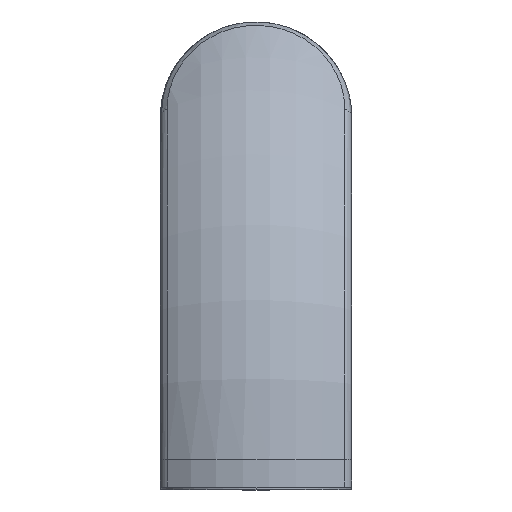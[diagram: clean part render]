
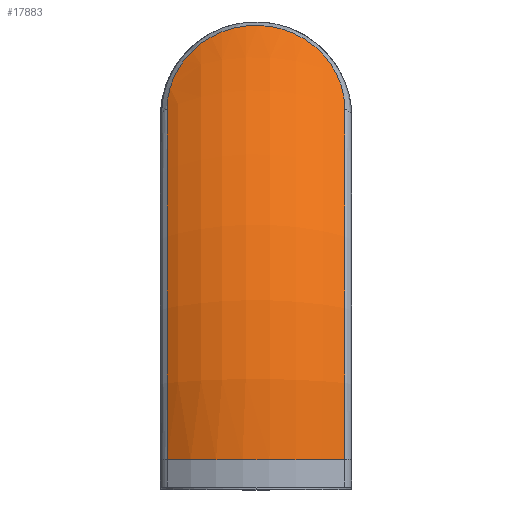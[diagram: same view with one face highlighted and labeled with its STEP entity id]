
A CAD part, top view. The second image highlights one B-rep face of the part: STEP entity #17883.
In plain terms, the highlighted toroidal (fillet/blend) face has major radius 72.969 mm and minor radius 28.521 mm.
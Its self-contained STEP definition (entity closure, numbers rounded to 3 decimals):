
#118 = AXIS2_PLACEMENT_3D ( 'NONE', #22385, #13345, #20428 ) ;
#353 = CIRCLE ( 'NONE', #15793, 96.439 ) ;
#370 = EDGE_CURVE ( 'NONE', #8510, #15485, #1447, .T. ) ;
#646 = CARTESIAN_POINT ( 'NONE',  ( -10.334, 13.343, 198.06 ) ) ;
#795 = CARTESIAN_POINT ( 'NONE',  ( 13.275, 10.339, 199.441 ) ) ;
#937 = CARTESIAN_POINT ( 'NONE',  ( 2.209, 16.709, 196.871 ) ) ;
#1087 = CARTESIAN_POINT ( 'NONE',  ( 5.466, 15.976, 197.099 ) ) ;
#1447 = CIRCLE ( 'NONE', #2414, 96.439 ) ;
#2106 = B_SPLINE_CURVE_WITH_KNOTS ( 'NONE', 3,
 ( #20717, #27656, #6991, #13934, #4731, #2449, #11669, #12279, #7292, #5033, #19203, #795, #16498, #25699, #24037, #3359, #12432, #23730, #9858, #18905, #2899, #1087, #21619, #21765, #937, #7605, #14231, #7897, #17090, #12575, #9707, #10315, #26292, #5639, #16652, #28400, #23428, #646, #16798, #21467, #10014, #19348, #2754, #19503, #12123, #7746, #21168, #16938, #10159, #14684, #28549, #11977, #14839, #21316, #26144, #5482 ),
 .UNSPECIFIED., .F., .F.,
 ( 4, 2, 2, 2, 2, 2, 2, 2, 2, 2, 2, 2, 2, 2, 2, 2, 2, 2, 2, 2, 2, 2, 2, 2, 2, 2, 2, 4 ),
 ( 0., 0.003, 0.005, 0.007, 0.008, 0.01, 0.013, 0.015, 0.017, 0.018, 0.02, 0.023, 0.025, 0.027, 0.029, 0.03, 0.034, 0.035, 0.037, 0.04, 0.041, 0.042, 0.044, 0.045, 0.047, 0.05, 0.052, 0.054 ),
 .UNSPECIFIED. ) ;
#2115 = CARTESIAN_POINT ( 'NONE',  ( 16.204, 1.641, 205.554 ) ) ;
#2319 = ORIENTED_EDGE ( 'NONE', *, *, #21393, .T. ) ;
#2414 = AXIS2_PLACEMENT_3D ( 'NONE', #5517, #25168, #4505 ) ;
#2449 = CARTESIAN_POINT ( 'NONE',  ( 15.517, 5.981, 202.098 ) ) ;
#2754 = CARTESIAN_POINT ( 'NONE',  ( -12.788, 10.907, 199.167 ) ) ;
#2850 = VERTEX_POINT ( 'NONE', #7648 ) ;
#2899 = CARTESIAN_POINT ( 'NONE',  ( 7.008, 15.333, 197.317 ) ) ;
#3045 = CARTESIAN_POINT ( 'NONE',  ( 0., -62.47, 133.511 ) ) ;
#3245 = ORIENTED_EDGE ( 'NONE', *, *, #370, .T. ) ;
#3359 = CARTESIAN_POINT ( 'NONE',  ( 10.282, 13.349, 198.062 ) ) ;
#3681 = ORIENTED_EDGE ( 'NONE', *, *, #29681, .T. ) ;
#4505 = DIRECTION ( 'NONE',  ( 0., 0., 1. ) ) ;
#4731 = CARTESIAN_POINT ( 'NONE',  ( 15.774, 5.094, 202.737 ) ) ;
#5033 = CARTESIAN_POINT ( 'NONE',  ( 14.362, 8.619, 200.402 ) ) ;
#5482 = CARTESIAN_POINT ( 'NONE',  ( -16.204, 1.641, 205.554 ) ) ;
#5517 = CARTESIAN_POINT ( 'NONE',  ( 16.204, -62.47, 133.511 ) ) ;
#5639 = CARTESIAN_POINT ( 'NONE',  ( -7.042, 15.317, 197.322 ) ) ;
#5985 = CARTESIAN_POINT ( 'NONE',  ( 16.204, -62.47, 229.949 ) ) ;
#6991 = CARTESIAN_POINT ( 'NONE',  ( 16.128, 3.338, 204.089 ) ) ;
#7093 = DIRECTION ( 'NONE',  ( 0., 0., -1. ) ) ;
#7292 = CARTESIAN_POINT ( 'NONE',  ( 14.813, 7.745, 200.931 ) ) ;
#7605 = CARTESIAN_POINT ( 'NONE',  ( 1.091, 16.819, 196.838 ) ) ;
#7648 = CARTESIAN_POINT ( 'NONE',  ( -16.204, -62.47, 229.949 ) ) ;
#7732 = DIRECTION ( 'NONE',  ( -1., 0., 0. ) ) ;
#7746 = CARTESIAN_POINT ( 'NONE',  ( -14.12, 9.037, 200.161 ) ) ;
#7897 = CARTESIAN_POINT ( 'NONE',  ( -0.581, 16.844, 196.83 ) ) ;
#7996 = ORIENTED_EDGE ( 'NONE', *, *, #27450, .T. ) ;
#8510 = VERTEX_POINT ( 'NONE', #5985 ) ;
#8815 = CIRCLE ( 'NONE', #118, 28.521 ) ;
#9707 = CARTESIAN_POINT ( 'NONE',  ( -2.802, 16.62, 196.898 ) ) ;
#9858 = CARTESIAN_POINT ( 'NONE',  ( 8.48, 14.568, 197.589 ) ) ;
#10014 = CARTESIAN_POINT ( 'NONE',  ( -12.27, 11.504, 198.877 ) ) ;
#10159 = CARTESIAN_POINT ( 'NONE',  ( -15.023, 7.283, 201.224 ) ) ;
#10315 = CARTESIAN_POINT ( 'NONE',  ( -4.454, 16.287, 197.001 ) ) ;
#11051 = EDGE_LOOP ( 'NONE', ( #2319, #3245, #3681, #7996 ) ) ;
#11207 = TOROIDAL_SURFACE ( 'NONE', #14586, 72.969, 28.521 ) ;
#11669 = CARTESIAN_POINT ( 'NONE',  ( 15.365, 6.424, 201.793 ) ) ;
#11977 = CARTESIAN_POINT ( 'NONE',  ( -16.045, 3.777, 203.748 ) ) ;
#12123 = CARTESIAN_POINT ( 'NONE',  ( -13.572, 9.883, 199.692 ) ) ;
#12279 = CARTESIAN_POINT ( 'NONE',  ( 15.013, 7.306, 201.21 ) ) ;
#12432 = CARTESIAN_POINT ( 'NONE',  ( 9.849, 13.675, 197.931 ) ) ;
#12575 = CARTESIAN_POINT ( 'NONE',  ( -2.247, 16.704, 196.872 ) ) ;
#13345 = DIRECTION ( 'NONE',  ( 0., 1., 0. ) ) ;
#13934 = CARTESIAN_POINT ( 'NONE',  ( 15.88, 4.65, 203.069 ) ) ;
#14231 = CARTESIAN_POINT ( 'NONE',  ( 0.533, 16.845, 196.83 ) ) ;
#14586 = AXIS2_PLACEMENT_3D ( 'NONE', #3045, #7732, #23565 ) ;
#14684 = CARTESIAN_POINT ( 'NONE',  ( -15.55, 5.956, 202.103 ) ) ;
#14839 = CARTESIAN_POINT ( 'NONE',  ( -16.105, 3.346, 204.096 ) ) ;
#15485 = VERTEX_POINT ( 'NONE', #2115 ) ;
#15665 = VERTEX_POINT ( 'NONE', #21126 ) ;
#15793 = AXIS2_PLACEMENT_3D ( 'NONE', #16741, #20805, #7093 ) ;
#16498 = CARTESIAN_POINT ( 'NONE',  ( 12.628, 11.15, 199.037 ) ) ;
#16652 = CARTESIAN_POINT ( 'NONE',  ( -7.541, 15.077, 197.405 ) ) ;
#16741 = CARTESIAN_POINT ( 'NONE',  ( -16.204, -62.47, 133.511 ) ) ;
#16798 = CARTESIAN_POINT ( 'NONE',  ( -11.156, 12.653, 198.346 ) ) ;
#16938 = CARTESIAN_POINT ( 'NONE',  ( -14.821, 7.729, 200.941 ) ) ;
#17090 = CARTESIAN_POINT ( 'NONE',  ( -1.137, 16.816, 196.839 ) ) ;
#17883 = ADVANCED_FACE ( 'NONE', ( #23260 ), #11207, .T. ) ;
#18905 = CARTESIAN_POINT ( 'NONE',  ( 7.512, 15.092, 197.4 ) ) ;
#19203 = CARTESIAN_POINT ( 'NONE',  ( 14.109, 9.056, 200.15 ) ) ;
#19348 = CARTESIAN_POINT ( 'NONE',  ( -12.62, 11.108, 199.068 ) ) ;
#19503 = CARTESIAN_POINT ( 'NONE',  ( -13.274, 10.299, 199.474 ) ) ;
#20428 = DIRECTION ( 'NONE',  ( 0., 0., -1. ) ) ;
#20717 = CARTESIAN_POINT ( 'NONE',  ( 16.204, 1.641, 205.554 ) ) ;
#20805 = DIRECTION ( 'NONE',  ( 1., 0., 0. ) ) ;
#21126 = CARTESIAN_POINT ( 'NONE',  ( -16.204, 1.641, 205.554 ) ) ;
#21168 = CARTESIAN_POINT ( 'NONE',  ( -14.369, 8.606, 200.41 ) ) ;
#21316 = CARTESIAN_POINT ( 'NONE',  ( -16.185, 2.487, 204.812 ) ) ;
#21393 = EDGE_CURVE ( 'NONE', #2850, #8510, #8815, .T. ) ;
#21467 = CARTESIAN_POINT ( 'NONE',  ( -12.088, 11.7, 198.785 ) ) ;
#21619 = CARTESIAN_POINT ( 'NONE',  ( 4.405, 16.299, 196.997 ) ) ;
#21765 = CARTESIAN_POINT ( 'NONE',  ( 2.766, 16.626, 196.896 ) ) ;
#22385 = CARTESIAN_POINT ( 'NONE',  ( 0., -62.47, 206.479 ) ) ;
#23260 = FACE_OUTER_BOUND ( 'NONE', #11051, .T. ) ;
#23428 = CARTESIAN_POINT ( 'NONE',  ( -8.986, 14.261, 197.704 ) ) ;
#23565 = DIRECTION ( 'NONE',  ( 0., 0., 1. ) ) ;
#23730 = CARTESIAN_POINT ( 'NONE',  ( 8.948, 14.285, 197.694 ) ) ;
#24037 = CARTESIAN_POINT ( 'NONE',  ( 11.115, 12.655, 198.354 ) ) ;
#25168 = DIRECTION ( 'NONE',  ( -1., 0., 0. ) ) ;
#25699 = CARTESIAN_POINT ( 'NONE',  ( 11.513, 12.287, 198.515 ) ) ;
#26144 = CARTESIAN_POINT ( 'NONE',  ( -16.204, 2.061, 205.18 ) ) ;
#26292 = CARTESIAN_POINT ( 'NONE',  ( -5.513, 15.959, 197.105 ) ) ;
#27450 = EDGE_CURVE ( 'NONE', #15665, #2850, #353, .T. ) ;
#27656 = CARTESIAN_POINT ( 'NONE',  ( 16.204, 2.482, 204.806 ) ) ;
#28400 = CARTESIAN_POINT ( 'NONE',  ( -8.517, 14.547, 197.597 ) ) ;
#28549 = CARTESIAN_POINT ( 'NONE',  ( -15.799, 5.079, 202.735 ) ) ;
#29681 = EDGE_CURVE ( 'NONE', #15485, #15665, #2106, .T. ) ;
